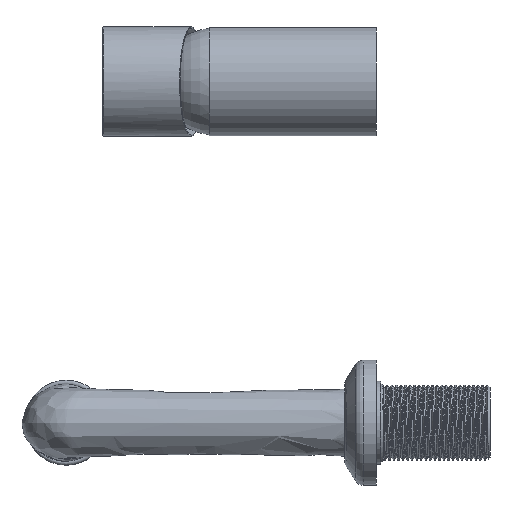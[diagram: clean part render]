
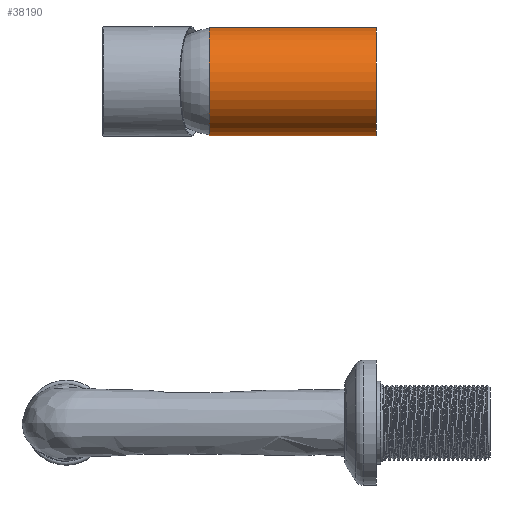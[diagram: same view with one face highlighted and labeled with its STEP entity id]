
A CAD part, left-side view. The second image highlights one B-rep face of the part: STEP entity #38190.
In plain terms, the highlighted cylindrical face has radius 23.8 mm (diameter 47.6 mm), a full revolution.
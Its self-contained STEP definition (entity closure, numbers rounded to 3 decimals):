
#2771 = AXIS2_PLACEMENT_3D ( 'NONE', #58779, #32394, #42614 ) ;
#4631 = CYLINDRICAL_SURFACE ( 'NONE', #63423, 23.8 ) ;
#5951 = DIRECTION ( 'NONE',  ( 0., 1., 0. ) ) ;
#7410 = CARTESIAN_POINT ( 'NONE',  ( 0., 58.85, 0. ) ) ;
#11601 = CARTESIAN_POINT ( 'NONE',  ( 0., 58.85, 0. ) ) ;
#15748 = EDGE_LOOP ( 'NONE', ( #57142 ) ) ;
#21390 = DIRECTION ( 'NONE',  ( 0., 0., 1. ) ) ;
#26148 = EDGE_CURVE ( 'NONE', #45441, #45441, #37678, .T. ) ;
#28704 = CARTESIAN_POINT ( 'NONE',  ( 0., 58.85, 23.8 ) ) ;
#32120 = CIRCLE ( 'NONE', #2771, 23.8 ) ;
#32394 = DIRECTION ( 'NONE',  ( 0., -1., 0. ) ) ;
#37226 = FACE_OUTER_BOUND ( 'NONE', #44169, .T. ) ;
#37678 = CIRCLE ( 'NONE', #61916, 23.8 ) ;
#38173 = ORIENTED_EDGE ( 'NONE', *, *, #26148, .F. ) ;
#38190 = ADVANCED_FACE ( 'NONE', ( #37226, #53412 ), #4631, .T. ) ;
#42614 = DIRECTION ( 'NONE',  ( 0., 0., -1. ) ) ;
#44169 = EDGE_LOOP ( 'NONE', ( #38173 ) ) ;
#45441 = VERTEX_POINT ( 'NONE', #28704 ) ;
#48604 = VERTEX_POINT ( 'NONE', #51031 ) ;
#51031 = CARTESIAN_POINT ( 'NONE',  ( 0., -14.75, -23.8 ) ) ;
#53412 = FACE_OUTER_BOUND ( 'NONE', #15748, .T. ) ;
#53837 = DIRECTION ( 'NONE',  ( 0., -1., 0. ) ) ;
#57142 = ORIENTED_EDGE ( 'NONE', *, *, #62734, .F. ) ;
#58779 = CARTESIAN_POINT ( 'NONE',  ( 0., -14.75, 0. ) ) ;
#61916 = AXIS2_PLACEMENT_3D ( 'NONE', #11601, #5951, #21390 ) ;
#62734 = EDGE_CURVE ( 'NONE', #48604, #48604, #32120, .T. ) ;
#63423 = AXIS2_PLACEMENT_3D ( 'NONE', #7410, #53837, #64264 ) ;
#64264 = DIRECTION ( 'NONE',  ( 0., 0., -1. ) ) ;
